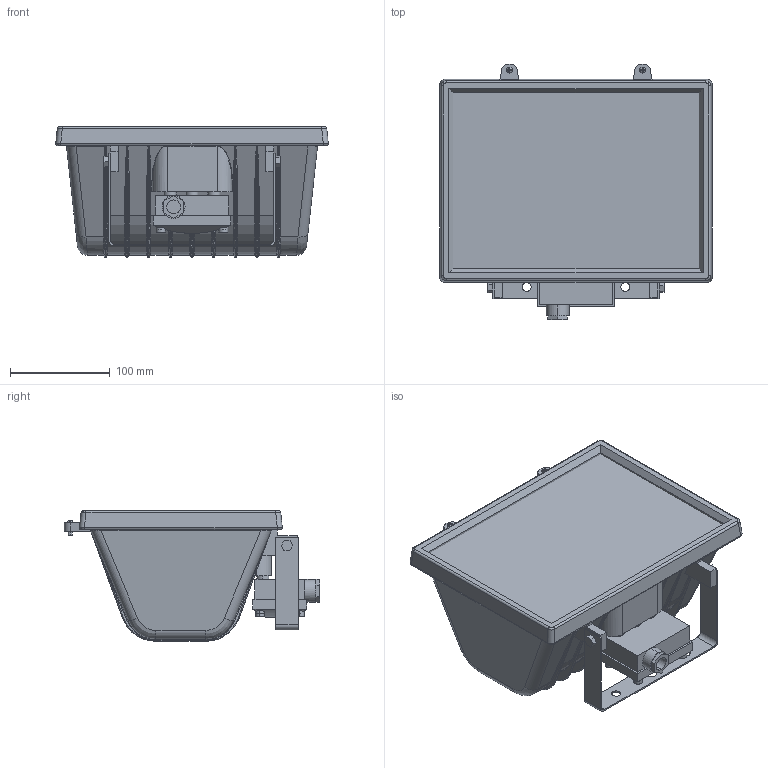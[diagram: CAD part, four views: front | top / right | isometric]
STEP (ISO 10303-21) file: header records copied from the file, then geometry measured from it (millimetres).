
FILE_DESCRIPTION (( 'STEP AP214' ), '1' );
FILE_NAME ('LPI01-1-1000-K02 Ïðîæåêòîð ÈÎ1000 ãàëîãåííûé ÷åðíûé IP54 ÈÝÊ.STEP', '2017-10-17T07:59:17', ( '' ), ( '' ), 'SwSTEP 2.0', 'SolidWorks 2014', '' );
FILE_SCHEMA (( 'AUTOMOTIVE_DESIGN' ));
Length unit declared in the file: millimetre
Products named in the file (1): LPI01-1-1000-K02 Ïðîæåêòîð ÈÎ1000 ãàëîãåííûé  ÷åðíûé IP54  ÈÝÊ
Bounding box: 273.55 x 256.39 x 131 mm (x, y, z)
Volume: 2428777.9 mm3; surface area: 390861.2 mm2
Topology: 2 solids, 2 shells, 800 faces, 1966 edges, 1164 vertices
Faces by surface type: plane 321, cylinder 260, bspline 137, torus 78, sphere 4
Entity records: 27423 total; most frequent: CARTESIAN_POINT 9762, ORIENTED_EDGE 3886, DIRECTION 3493, EDGE_CURVE 1943, AXIS2_PLACEMENT_3D 1242, VERTEX_POINT 1164, VECTOR 1009, LINE 1009
